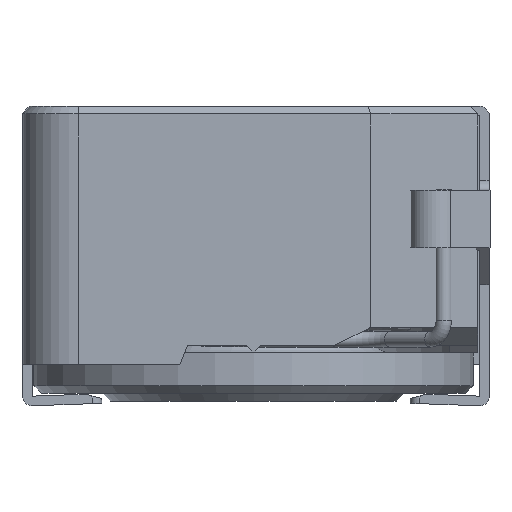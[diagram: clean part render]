
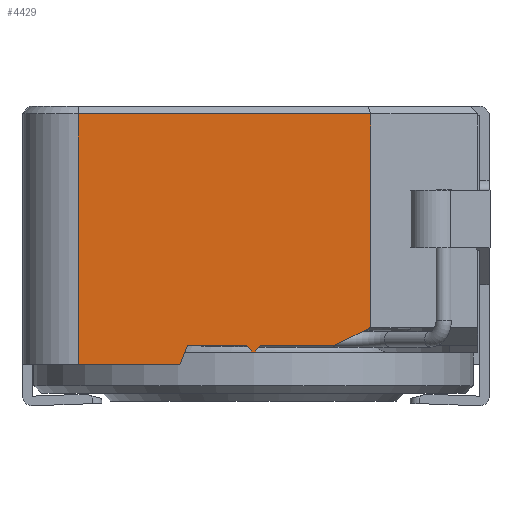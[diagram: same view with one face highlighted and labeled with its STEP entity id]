
A CAD part, left-side view. The second image highlights one B-rep face of the part: STEP entity #4429.
In plain terms, the highlighted planar face has unit normal (-1, 0, 0).
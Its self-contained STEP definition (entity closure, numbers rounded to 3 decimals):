
#273=CIRCLE('',#5680,0.05);
#417=ORIENTED_EDGE('',*,*,#1699,.T.);
#418=ORIENTED_EDGE('',*,*,#1708,.T.);
#419=ORIENTED_EDGE('',*,*,#1709,.T.);
#420=ORIENTED_EDGE('',*,*,#1710,.F.);
#421=ORIENTED_EDGE('',*,*,#1711,.F.);
#422=ORIENTED_EDGE('',*,*,#1712,.F.);
#423=ORIENTED_EDGE('',*,*,#1672,.T.);
#424=ORIENTED_EDGE('',*,*,#1713,.T.);
#425=ORIENTED_EDGE('',*,*,#1714,.F.);
#426=ORIENTED_EDGE('',*,*,#1692,.F.);
#427=ORIENTED_EDGE('',*,*,#1715,.T.);
#428=ORIENTED_EDGE('',*,*,#1716,.T.);
#1672=EDGE_CURVE('',#2320,#2319,#2753,.T.);
#1692=EDGE_CURVE('',#2335,#2336,#2769,.T.);
#1699=EDGE_CURVE('',#2342,#2341,#2775,.T.);
#1708=EDGE_CURVE('',#2341,#2349,#2782,.T.);
#1709=EDGE_CURVE('',#2349,#2350,#2783,.T.);
#1710=EDGE_CURVE('',#2351,#2350,#2784,.T.);
#1711=EDGE_CURVE('',#2352,#2351,#273,.T.);
#1712=EDGE_CURVE('',#2320,#2352,#2785,.T.);
#1713=EDGE_CURVE('',#2319,#2313,#2786,.T.);
#1714=EDGE_CURVE('',#2336,#2313,#2787,.T.);
#1715=EDGE_CURVE('',#2335,#2353,#2788,.T.);
#1716=EDGE_CURVE('',#2353,#2342,#2789,.T.);
#2313=VERTEX_POINT('',#7168);
#2319=VERTEX_POINT('',#7184);
#2320=VERTEX_POINT('',#7186);
#2335=VERTEX_POINT('',#7224);
#2336=VERTEX_POINT('',#7226);
#2341=VERTEX_POINT('',#7239);
#2342=VERTEX_POINT('',#7241);
#2349=VERTEX_POINT('',#7259);
#2350=VERTEX_POINT('',#7261);
#2351=VERTEX_POINT('',#7263);
#2352=VERTEX_POINT('',#7265);
#2353=VERTEX_POINT('',#7270);
#2753=LINE('',#7185,#3174);
#2769=LINE('',#7225,#3190);
#2775=LINE('',#7240,#3196);
#2782=LINE('',#7258,#3203);
#2783=LINE('',#7260,#3204);
#2784=LINE('',#7262,#3205);
#2785=LINE('',#7266,#3206);
#2786=LINE('',#7267,#3207);
#2787=LINE('',#7268,#3208);
#2788=LINE('',#7269,#3209);
#2789=LINE('',#7271,#3210);
#3174=VECTOR('',#6048,1000.);
#3190=VECTOR('',#6080,1000.);
#3196=VECTOR('',#6092,1000.);
#3203=VECTOR('',#6107,1000.);
#3204=VECTOR('',#6108,1000.);
#3205=VECTOR('',#6109,1000.);
#3206=VECTOR('',#6112,1000.);
#3207=VECTOR('',#6113,1000.);
#3208=VECTOR('',#6114,1000.);
#3209=VECTOR('',#6115,1000.);
#3210=VECTOR('',#6116,1000.);
#3588=EDGE_LOOP('',(#417,#418,#419,#420,#421,#422,#423,#424,#425,#426,#427,
#428));
#3907=FACE_BOUND('',#3588,.T.);
#4225=PLANE('',#5679);
#4429=ADVANCED_FACE('',(#3907),#4225,.F.);
#5679=AXIS2_PLACEMENT_3D('',#7257,#6105,#6106);
#5680=AXIS2_PLACEMENT_3D('',#7264,#6110,#6111);
#6048=DIRECTION('',(0.,-1.,0.));
#6080=DIRECTION('',(0.,0.,-1.));
#6092=DIRECTION('',(0.,-1.,0.));
#6105=DIRECTION('',(1.,0.,0.));
#6106=DIRECTION('',(0.,1.,0.));
#6107=DIRECTION('',(0.,-0.371,0.928));
#6108=DIRECTION('',(0.,-1.,0.));
#6109=DIRECTION('',(0.,0.6,0.8));
#6110=DIRECTION('',(1.,0.,0.));
#6111=DIRECTION('',(0.,1.,0.));
#6112=DIRECTION('',(0.,0.6,-0.8));
#6113=DIRECTION('',(0.,-0.897,0.442));
#6114=DIRECTION('',(0.,1.,0.));
#6115=DIRECTION('',(0.,1.,0.));
#6116=DIRECTION('',(0.,0.,-1.));
#7168=CARTESIAN_POINT('',(-6.011,-3.024,0.95));
#7184=CARTESIAN_POINT('',(-6.011,-2.112,0.5));
#7185=CARTESIAN_POINT('',(-6.011,-3.044,0.5));
#7186=CARTESIAN_POINT('',(-6.011,-0.175,0.5));
#7224=CARTESIAN_POINT('',(-6.011,-3.044,6.5));
#7225=CARTESIAN_POINT('',(-6.011,-3.044,6.7));
#7226=CARTESIAN_POINT('',(-6.011,-3.044,0.95));
#7239=CARTESIAN_POINT('',(-6.011,1.912,0.));
#7240=CARTESIAN_POINT('',(-6.011,4.546,0.));
#7241=CARTESIAN_POINT('',(-6.011,4.546,0.));
#7257=CARTESIAN_POINT('',(-6.011,4.546,6.7));
#7258=CARTESIAN_POINT('',(-6.011,1.912,0.));
#7259=CARTESIAN_POINT('',(-6.011,1.712,0.5));
#7260=CARTESIAN_POINT('',(-6.011,-3.044,0.5));
#7261=CARTESIAN_POINT('',(-6.011,0.175,0.5));
#7262=CARTESIAN_POINT('',(-6.011,0.04,0.32));
#7263=CARTESIAN_POINT('',(-6.011,0.04,0.32));
#7264=CARTESIAN_POINT('',(-6.011,0.,0.35));
#7265=CARTESIAN_POINT('',(-6.011,-0.04,0.32));
#7266=CARTESIAN_POINT('',(-6.011,-0.175,0.5));
#7267=CARTESIAN_POINT('',(-6.011,-2.112,0.5));
#7268=CARTESIAN_POINT('',(-6.011,-3.044,0.95));
#7269=CARTESIAN_POINT('',(-6.011,4.546,6.5));
#7270=CARTESIAN_POINT('',(-6.011,4.546,6.5));
#7271=CARTESIAN_POINT('',(-6.011,4.546,6.7));
